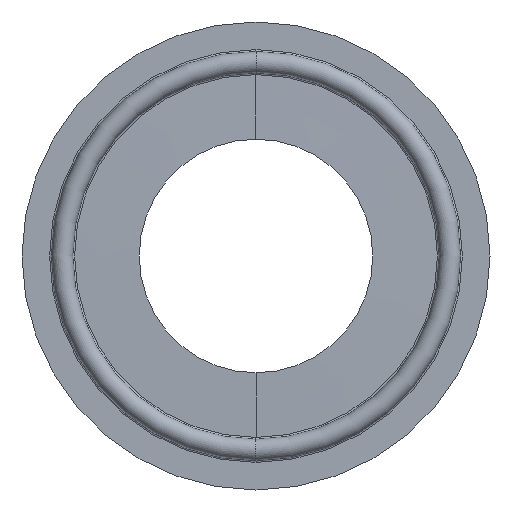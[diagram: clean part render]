
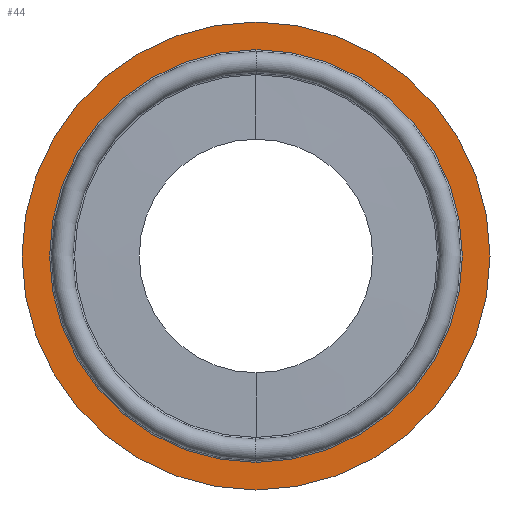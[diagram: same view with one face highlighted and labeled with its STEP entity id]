
A CAD part, left-side view. The second image highlights one B-rep face of the part: STEP entity #44.
In plain terms, the highlighted planar face has unit normal (-1, 0, 0).
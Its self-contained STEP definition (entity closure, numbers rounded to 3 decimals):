
#33 = CARTESIAN_POINT ( 'NONE',  ( -0.9, 0., 0. ) ) ;
#44 = ADVANCED_FACE ( 'NONE', ( #167, #455 ), #731, .F. ) ;
#92 = VERTEX_POINT ( 'NONE', #689 ) ;
#99 = AXIS2_PLACEMENT_3D ( 'NONE', #33, #296, #595 ) ;
#142 = CIRCLE ( 'NONE', #99, 26.25 ) ;
#143 = CARTESIAN_POINT ( 'NONE',  ( -0.9, 0., -26.25 ) ) ;
#167 = FACE_BOUND ( 'NONE', #818, .T. ) ;
#224 = DIRECTION ( 'NONE',  ( -1., 0., 0. ) ) ;
#231 = EDGE_CURVE ( 'NONE', #366, #92, #615, .T. ) ;
#279 = CIRCLE ( 'NONE', #497, 23.15 ) ;
#283 = EDGE_LOOP ( 'NONE', ( #549, #762 ) ) ;
#294 = CARTESIAN_POINT ( 'NONE',  ( -0.9, 0., 0. ) ) ;
#296 = DIRECTION ( 'NONE',  ( -1., 0., 0. ) ) ;
#333 = VERTEX_POINT ( 'NONE', #881 ) ;
#348 = DIRECTION ( 'NONE',  ( 0., 0., -1. ) ) ;
#366 = VERTEX_POINT ( 'NONE', #143 ) ;
#377 = ORIENTED_EDGE ( 'NONE', *, *, #775, .T. ) ;
#382 = CARTESIAN_POINT ( 'NONE',  ( -0.9, 22.95, 0. ) ) ;
#443 = CARTESIAN_POINT ( 'NONE',  ( -0.9, 0., 0. ) ) ;
#444 = CARTESIAN_POINT ( 'NONE',  ( -0.9, 0., 0. ) ) ;
#455 = FACE_OUTER_BOUND ( 'NONE', #283, .T. ) ;
#473 = DIRECTION ( 'NONE',  ( 1., 0., 0. ) ) ;
#493 = AXIS2_PLACEMENT_3D ( 'NONE', #382, #655, #348 ) ;
#497 = AXIS2_PLACEMENT_3D ( 'NONE', #294, #473, #748 ) ;
#504 = EDGE_CURVE ( 'NONE', #333, #705, #279, .T. ) ;
#513 = AXIS2_PLACEMENT_3D ( 'NONE', #443, #766, #662 ) ;
#526 = AXIS2_PLACEMENT_3D ( 'NONE', #444, #224, #851 ) ;
#549 = ORIENTED_EDGE ( 'NONE', *, *, #676, .T. ) ;
#595 = DIRECTION ( 'NONE',  ( 0., 0., 1. ) ) ;
#615 = CIRCLE ( 'NONE', #526, 26.25 ) ;
#655 = DIRECTION ( 'NONE',  ( 1., 0., 0. ) ) ;
#662 = DIRECTION ( 'NONE',  ( 0., 0., -1. ) ) ;
#676 = EDGE_CURVE ( 'NONE', #92, #366, #142, .T. ) ;
#689 = CARTESIAN_POINT ( 'NONE',  ( -0.9, 0., 26.25 ) ) ;
#705 = VERTEX_POINT ( 'NONE', #707 ) ;
#707 = CARTESIAN_POINT ( 'NONE',  ( -0.9, 0., 23.15 ) ) ;
#711 = CIRCLE ( 'NONE', #513, 23.15 ) ;
#731 = PLANE ( 'NONE',  #493 ) ;
#748 = DIRECTION ( 'NONE',  ( 0., 0., -1. ) ) ;
#762 = ORIENTED_EDGE ( 'NONE', *, *, #231, .T. ) ;
#766 = DIRECTION ( 'NONE',  ( 1., 0., 0. ) ) ;
#775 = EDGE_CURVE ( 'NONE', #705, #333, #711, .T. ) ;
#818 = EDGE_LOOP ( 'NONE', ( #883, #377 ) ) ;
#851 = DIRECTION ( 'NONE',  ( 0., 0., 1. ) ) ;
#881 = CARTESIAN_POINT ( 'NONE',  ( -0.9, 0., -23.15 ) ) ;
#883 = ORIENTED_EDGE ( 'NONE', *, *, #504, .T. ) ;
